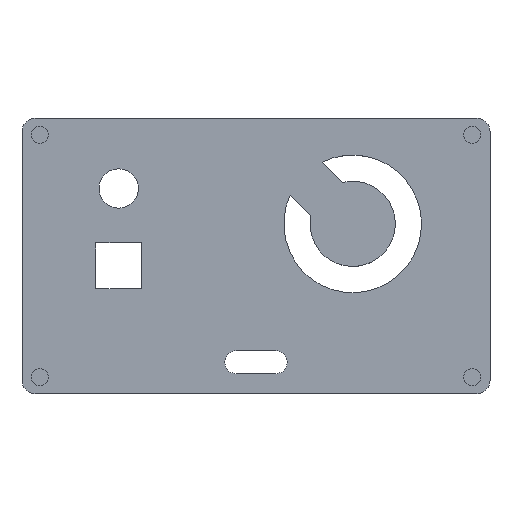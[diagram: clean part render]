
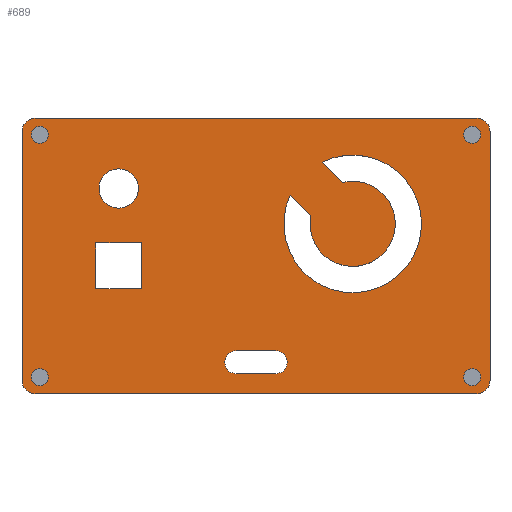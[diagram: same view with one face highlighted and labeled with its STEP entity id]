
A CAD part, top view. The second image highlights one B-rep face of the part: STEP entity #689.
In plain terms, the highlighted planar face has unit normal (0, 0, 1).
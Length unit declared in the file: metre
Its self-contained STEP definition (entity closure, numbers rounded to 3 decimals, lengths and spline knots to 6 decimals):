
#35=LINE('',#1063,#91);
#36=LINE('',#1067,#92);
#37=LINE('',#1078,#93);
#38=LINE('',#1083,#94);
#39=LINE('',#1087,#95);
#40=LINE('',#1091,#96);
#41=LINE('',#1094,#97);
#42=LINE('',#1099,#98);
#43=LINE('',#1103,#99);
#44=LINE('',#1107,#100);
#45=LINE('',#1110,#101);
#46=LINE('',#1113,#102);
#47=LINE('',#1115,#103);
#48=LINE('',#1117,#104);
#91=VECTOR('',#836,1.);
#92=VECTOR('',#839,1.);
#93=VECTOR('',#850,1.);
#94=VECTOR('',#853,1.);
#95=VECTOR('',#856,1.);
#96=VECTOR('',#859,1.);
#97=VECTOR('',#862,1.);
#98=VECTOR('',#865,1.);
#99=VECTOR('',#868,1.);
#100=VECTOR('',#871,1.);
#101=VECTOR('',#874,1.);
#102=VECTOR('',#875,1.);
#103=VECTOR('',#876,1.);
#104=VECTOR('',#877,1.);
#147=ORIENTED_EDGE('',*,*,#343,.F.);
#148=ORIENTED_EDGE('',*,*,#344,.F.);
#149=ORIENTED_EDGE('',*,*,#345,.T.);
#150=ORIENTED_EDGE('',*,*,#346,.T.);
#151=ORIENTED_EDGE('',*,*,#347,.F.);
#152=ORIENTED_EDGE('',*,*,#348,.F.);
#153=ORIENTED_EDGE('',*,*,#349,.F.);
#154=ORIENTED_EDGE('',*,*,#350,.F.);
#155=ORIENTED_EDGE('',*,*,#351,.F.);
#156=ORIENTED_EDGE('',*,*,#352,.F.);
#157=ORIENTED_EDGE('',*,*,#353,.T.);
#158=ORIENTED_EDGE('',*,*,#354,.T.);
#159=ORIENTED_EDGE('',*,*,#355,.T.);
#160=ORIENTED_EDGE('',*,*,#356,.T.);
#161=ORIENTED_EDGE('',*,*,#357,.T.);
#162=ORIENTED_EDGE('',*,*,#358,.F.);
#163=ORIENTED_EDGE('',*,*,#359,.T.);
#164=ORIENTED_EDGE('',*,*,#360,.F.);
#165=ORIENTED_EDGE('',*,*,#361,.T.);
#166=ORIENTED_EDGE('',*,*,#362,.T.);
#167=ORIENTED_EDGE('',*,*,#363,.T.);
#168=ORIENTED_EDGE('',*,*,#364,.T.);
#169=ORIENTED_EDGE('',*,*,#365,.T.);
#170=ORIENTED_EDGE('',*,*,#366,.F.);
#171=ORIENTED_EDGE('',*,*,#367,.T.);
#172=ORIENTED_EDGE('',*,*,#368,.T.);
#173=ORIENTED_EDGE('',*,*,#369,.T.);
#174=ORIENTED_EDGE('',*,*,#370,.F.);
#175=ORIENTED_EDGE('',*,*,#371,.F.);
#343=EDGE_CURVE('',#441,#442,#507,.T.);
#344=EDGE_CURVE('',#443,#441,#35,.T.);
#345=EDGE_CURVE('',#443,#444,#508,.T.);
#346=EDGE_CURVE('',#444,#442,#36,.T.);
#347=EDGE_CURVE('',#445,#445,#509,.T.);
#348=EDGE_CURVE('',#446,#446,#510,.T.);
#349=EDGE_CURVE('',#447,#447,#511,.T.);
#350=EDGE_CURVE('',#448,#448,#512,.T.);
#351=EDGE_CURVE('',#449,#449,#513,.T.);
#352=EDGE_CURVE('',#450,#451,#37,.T.);
#353=EDGE_CURVE('',#450,#452,#514,.T.);
#354=EDGE_CURVE('',#452,#453,#38,.T.);
#355=EDGE_CURVE('',#453,#454,#515,.T.);
#356=EDGE_CURVE('',#454,#455,#39,.T.);
#357=EDGE_CURVE('',#455,#456,#516,.T.);
#358=EDGE_CURVE('',#457,#456,#40,.T.);
#359=EDGE_CURVE('',#457,#451,#517,.T.);
#360=EDGE_CURVE('',#458,#459,#41,.T.);
#361=EDGE_CURVE('',#458,#460,#518,.F.);
#362=EDGE_CURVE('',#460,#461,#42,.T.);
#363=EDGE_CURVE('',#461,#462,#519,.F.);
#364=EDGE_CURVE('',#462,#463,#43,.T.);
#365=EDGE_CURVE('',#463,#464,#520,.F.);
#366=EDGE_CURVE('',#465,#464,#44,.T.);
#367=EDGE_CURVE('',#465,#459,#521,.F.);
#368=EDGE_CURVE('',#466,#467,#45,.T.);
#369=EDGE_CURVE('',#467,#468,#46,.T.);
#370=EDGE_CURVE('',#469,#468,#47,.T.);
#371=EDGE_CURVE('',#466,#469,#48,.T.);
#441=VERTEX_POINT('',#1061);
#442=VERTEX_POINT('',#1062);
#443=VERTEX_POINT('',#1064);
#444=VERTEX_POINT('',#1066);
#445=VERTEX_POINT('',#1069);
#446=VERTEX_POINT('',#1071);
#447=VERTEX_POINT('',#1073);
#448=VERTEX_POINT('',#1075);
#449=VERTEX_POINT('',#1077);
#450=VERTEX_POINT('',#1079);
#451=VERTEX_POINT('',#1080);
#452=VERTEX_POINT('',#1082);
#453=VERTEX_POINT('',#1084);
#454=VERTEX_POINT('',#1086);
#455=VERTEX_POINT('',#1088);
#456=VERTEX_POINT('',#1090);
#457=VERTEX_POINT('',#1092);
#458=VERTEX_POINT('',#1095);
#459=VERTEX_POINT('',#1096);
#460=VERTEX_POINT('',#1098);
#461=VERTEX_POINT('',#1100);
#462=VERTEX_POINT('',#1102);
#463=VERTEX_POINT('',#1104);
#464=VERTEX_POINT('',#1106);
#465=VERTEX_POINT('',#1108);
#466=VERTEX_POINT('',#1111);
#467=VERTEX_POINT('',#1112);
#468=VERTEX_POINT('',#1114);
#469=VERTEX_POINT('',#1116);
#507=CIRCLE('',#746,0.0105);
#508=CIRCLE('',#747,0.0065);
#509=CIRCLE('',#748,0.003);
#510=CIRCLE('',#749,0.0013);
#511=CIRCLE('',#750,0.0013);
#512=CIRCLE('',#751,0.0013);
#513=CIRCLE('',#752,0.0013);
#514=CIRCLE('',#753,0.002);
#515=CIRCLE('',#754,0.002);
#516=CIRCLE('',#755,0.002);
#517=CIRCLE('',#756,0.002);
#518=CIRCLE('',#757,0.0017);
#519=CIRCLE('',#758,0.0017);
#520=CIRCLE('',#759,0.0017);
#521=CIRCLE('',#760,0.0017);
#549=EDGE_LOOP('',(#147,#148,#149,#150));
#550=EDGE_LOOP('',(#151));
#551=EDGE_LOOP('',(#152));
#552=EDGE_LOOP('',(#153));
#553=EDGE_LOOP('',(#154));
#554=EDGE_LOOP('',(#155));
#555=EDGE_LOOP('',(#156,#157,#158,#159,#160,#161,#162,#163));
#556=EDGE_LOOP('',(#164,#165,#166,#167,#168,#169,#170,#171));
#557=EDGE_LOOP('',(#172,#173,#174,#175));
#609=FACE_BOUND('',#549,.T.);
#610=FACE_BOUND('',#550,.T.);
#611=FACE_BOUND('',#551,.T.);
#612=FACE_BOUND('',#552,.T.);
#613=FACE_BOUND('',#553,.T.);
#614=FACE_BOUND('',#554,.T.);
#615=FACE_BOUND('',#555,.T.);
#616=FACE_BOUND('',#556,.T.);
#617=FACE_BOUND('',#557,.T.);
#669=PLANE('',#745);
#689=ADVANCED_FACE('',(#609,#610,#611,#612,#613,#614,#615,#616,#617),#669,
 .T.);
#745=AXIS2_PLACEMENT_3D('',#1059,#832,#833);
#746=AXIS2_PLACEMENT_3D('',#1060,#834,#835);
#747=AXIS2_PLACEMENT_3D('',#1065,#837,#838);
#748=AXIS2_PLACEMENT_3D('',#1068,#840,#841);
#749=AXIS2_PLACEMENT_3D('',#1070,#842,#843);
#750=AXIS2_PLACEMENT_3D('',#1072,#844,#845);
#751=AXIS2_PLACEMENT_3D('',#1074,#846,#847);
#752=AXIS2_PLACEMENT_3D('',#1076,#848,#849);
#753=AXIS2_PLACEMENT_3D('',#1081,#851,#852);
#754=AXIS2_PLACEMENT_3D('',#1085,#854,#855);
#755=AXIS2_PLACEMENT_3D('',#1089,#857,#858);
#756=AXIS2_PLACEMENT_3D('',#1093,#860,#861);
#757=AXIS2_PLACEMENT_3D('',#1097,#863,#864);
#758=AXIS2_PLACEMENT_3D('',#1101,#866,#867);
#759=AXIS2_PLACEMENT_3D('',#1105,#869,#870);
#760=AXIS2_PLACEMENT_3D('',#1109,#872,#873);
#832=DIRECTION('',(0.,0.,1.));
#833=DIRECTION('',(1.,0.,0.));
#834=DIRECTION('',(0.,0.,1.));
#835=DIRECTION('',(1.,0.,0.));
#836=DIRECTION('',(-0.718,0.696,0.));
#837=DIRECTION('',(0.,0.,1.));
#838=DIRECTION('',(1.,0.,0.));
#839=DIRECTION('',(-0.718,0.696,0.));
#840=DIRECTION('',(0.,0.,1.));
#841=DIRECTION('',(1.,0.,0.));
#842=DIRECTION('',(0.,0.,1.));
#843=DIRECTION('',(1.,0.,0.));
#844=DIRECTION('',(0.,0.,1.));
#845=DIRECTION('',(1.,0.,0.));
#846=DIRECTION('',(0.,0.,1.));
#847=DIRECTION('',(1.,0.,0.));
#848=DIRECTION('',(0.,0.,1.));
#849=DIRECTION('',(1.,0.,0.));
#850=DIRECTION('',(0.,-1.,0.));
#851=DIRECTION('',(0.,0.,1.));
#852=DIRECTION('',(1.,0.,0.));
#853=DIRECTION('',(-1.,0.,0.));
#854=DIRECTION('',(0.,0.,1.));
#855=DIRECTION('',(1.,0.,0.));
#856=DIRECTION('',(0.,-1.,0.));
#857=DIRECTION('',(0.,0.,1.));
#858=DIRECTION('',(1.,0.,0.));
#859=DIRECTION('',(-1.,0.,0.));
#860=DIRECTION('',(0.,0.,1.));
#861=DIRECTION('',(1.,0.,0.));
#862=DIRECTION('',(0.,-1.,0.));
#863=DIRECTION('',(0.,0.,1.));
#864=DIRECTION('',(1.,0.,0.));
#865=DIRECTION('',(1.,0.,0.));
#866=DIRECTION('',(0.,0.,1.));
#867=DIRECTION('',(1.,0.,0.));
#868=DIRECTION('',(0.,-1.,0.));
#869=DIRECTION('',(0.,0.,1.));
#870=DIRECTION('',(1.,0.,0.));
#871=DIRECTION('',(1.,0.,0.));
#872=DIRECTION('',(0.,0.,1.));
#873=DIRECTION('',(1.,0.,0.));
#874=DIRECTION('',(1.,0.,0.));
#875=DIRECTION('',(0.,-1.,0.));
#876=DIRECTION('',(1.,0.,0.));
#877=DIRECTION('',(0.,-1.,0.));
#1059=CARTESIAN_POINT('',(0.,0.,0.002));
#1060=CARTESIAN_POINT('',(0.01475,0.0049,0.002));
#1061=CARTESIAN_POINT('',(0.005209,0.009283,0.002));
#1062=CARTESIAN_POINT('',(0.010084,0.014306,0.002));
#1063=CARTESIAN_POINT('',(0.007166,0.007383,0.002));
#1064=CARTESIAN_POINT('',(0.008382,0.006203,0.002));
#1065=CARTESIAN_POINT('',(0.01475,0.0049,0.002));
#1066=CARTESIAN_POINT('',(0.013257,0.011226,0.002));
#1067=CARTESIAN_POINT('',(0.012042,0.012406,0.002));
#1068=CARTESIAN_POINT('',(-0.02095,0.0103,0.002));
#1069=CARTESIAN_POINT('',(-0.01795,0.0103,0.002));
#1070=CARTESIAN_POINT('',(-0.033,-0.0185,0.002));
#1071=CARTESIAN_POINT('',(-0.0317,-0.0185,0.002));
#1072=CARTESIAN_POINT('',(0.033,-0.0185,0.002));
#1073=CARTESIAN_POINT('',(0.0343,-0.0185,0.002));
#1074=CARTESIAN_POINT('',(0.033,0.0185,0.002));
#1075=CARTESIAN_POINT('',(0.0343,0.0185,0.002));
#1076=CARTESIAN_POINT('',(-0.033,0.0185,0.002));
#1077=CARTESIAN_POINT('',(-0.0317,0.0185,0.002));
#1078=CARTESIAN_POINT('',(0.0357,0.,0.002));
#1079=CARTESIAN_POINT('',(0.0357,0.019,0.002));
#1080=CARTESIAN_POINT('',(0.0357,-0.019,0.002));
#1081=CARTESIAN_POINT('',(0.0337,0.019,0.002));
#1082=CARTESIAN_POINT('',(0.0337,0.021,0.002));
#1083=CARTESIAN_POINT('',(0.,0.021,0.002));
#1084=CARTESIAN_POINT('',(-0.0337,0.021,0.002));
#1085=CARTESIAN_POINT('',(-0.0337,0.019,0.002));
#1086=CARTESIAN_POINT('',(-0.0357,0.019,0.002));
#1087=CARTESIAN_POINT('',(-0.0357,0.,0.002));
#1088=CARTESIAN_POINT('',(-0.0357,-0.019,0.002));
#1089=CARTESIAN_POINT('',(-0.0337,-0.019,0.002));
#1090=CARTESIAN_POINT('',(-0.0337,-0.021,0.002));
#1091=CARTESIAN_POINT('',(0.,-0.021,0.002));
#1092=CARTESIAN_POINT('',(0.0337,-0.021,0.002));
#1093=CARTESIAN_POINT('',(0.0337,-0.019,0.002));
#1094=CARTESIAN_POINT('',(-0.00475,-0.0162,0.002));
#1095=CARTESIAN_POINT('',(-0.00475,-0.01615,0.002));
#1096=CARTESIAN_POINT('',(-0.00475,-0.01625,0.002));
#1097=CARTESIAN_POINT('',(-0.00305,-0.01615,0.002));
#1098=CARTESIAN_POINT('',(-0.00305,-0.01445,0.002));
#1099=CARTESIAN_POINT('',(0.,-0.01445,0.002));
#1100=CARTESIAN_POINT('',(0.00305,-0.01445,0.002));
#1101=CARTESIAN_POINT('',(0.00305,-0.01615,0.002));
#1102=CARTESIAN_POINT('',(0.00475,-0.01615,0.002));
#1103=CARTESIAN_POINT('',(0.00475,-0.0162,0.002));
#1104=CARTESIAN_POINT('',(0.00475,-0.01625,0.002));
#1105=CARTESIAN_POINT('',(0.00305,-0.01625,0.002));
#1106=CARTESIAN_POINT('',(0.00305,-0.01795,0.002));
#1107=CARTESIAN_POINT('',(0.,-0.01795,0.002));
#1108=CARTESIAN_POINT('',(-0.00305,-0.01795,0.002));
#1109=CARTESIAN_POINT('',(-0.00305,-0.01625,0.002));
#1110=CARTESIAN_POINT('',(0.,0.002,0.002));
#1111=CARTESIAN_POINT('',(-0.02445,0.002,0.002));
#1112=CARTESIAN_POINT('',(-0.01745,0.002,0.002));
#1113=CARTESIAN_POINT('',(-0.01745,0.,0.002));
#1114=CARTESIAN_POINT('',(-0.01745,-0.005,0.002));
#1115=CARTESIAN_POINT('',(0.,-0.005,0.002));
#1116=CARTESIAN_POINT('',(-0.02445,-0.005,0.002));
#1117=CARTESIAN_POINT('',(-0.02445,0.,0.002));
